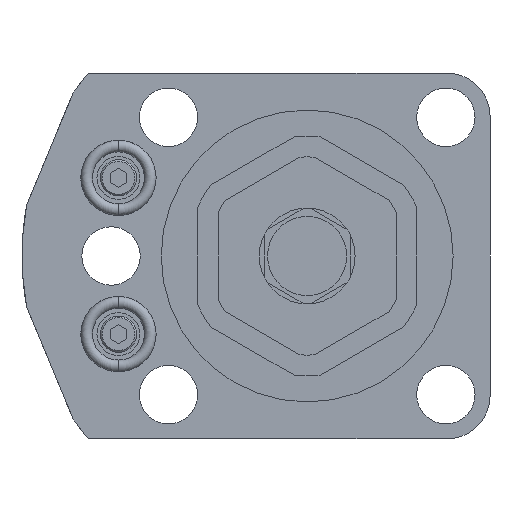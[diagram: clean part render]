
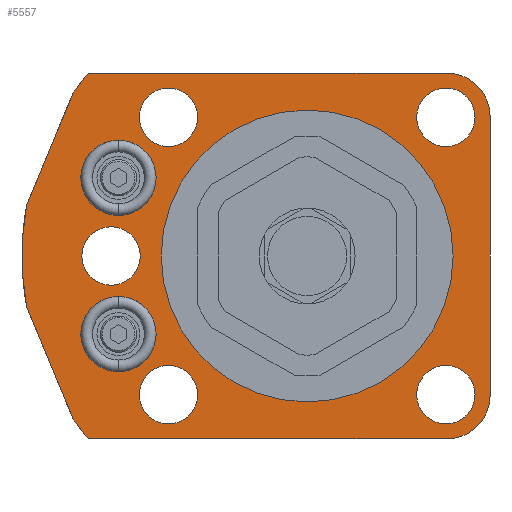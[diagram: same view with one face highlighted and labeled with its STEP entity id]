
A CAD part, front view. The second image highlights one B-rep face of the part: STEP entity #5557.
In plain terms, the highlighted planar face has unit normal (0, -1, 0).
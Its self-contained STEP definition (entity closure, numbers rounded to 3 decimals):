
#843=CARTESIAN_POINT('',(0.,0.,0.));
#844=DIRECTION('',(0.,-1.,0.));
#845=DIRECTION('',(-0.821,0.,-0.571));
#846=AXIS2_PLACEMENT_3D('',#843,#844,#845);
#861=CARTESIAN_POINT('',(0.,0.,0.));
#862=DIRECTION('',(0.,-1.,0.));
#863=DIRECTION('',(-0.767,0.,0.641));
#864=AXIS2_PLACEMENT_3D('',#861,#862,#863);
#899=CARTESIAN_POINT('',(0.,0.,0.));
#900=DIRECTION('',(0.,-1.,0.));
#901=DIRECTION('',(-0.984,0.,0.177));
#902=AXIS2_PLACEMENT_3D('',#899,#900,#901);
#1180=CARTESIAN_POINT('',(0.,0.,0.));
#1181=DIRECTION('',(0.,-1.,0.));
#1182=DIRECTION('',(1.,0.,0.));
#1183=AXIS2_PLACEMENT_3D('',#1180,#1181,#1182);
#1188=CARTESIAN_POINT('',(0.,0.,0.));
#1189=DIRECTION('',(0.,1.,0.));
#1190=DIRECTION('',(1.,0.,0.));
#1191=AXIS2_PLACEMENT_3D('',#1188,#1189,#1190);
#1196=CARTESIAN_POINT('',(21.209,0.,-21.209));
#1197=DIRECTION('',(0.,-1.,0.));
#1198=DIRECTION('',(0.,0.,-1.));
#1199=AXIS2_PLACEMENT_3D('',#1196,#1197,#1198);
#1204=DIRECTION('',(-1.,0.,0.));
#1205=VECTOR('',#1204,54.345);
#1206=CARTESIAN_POINT('',(21.209,0.,-27.686));
#1207=LINE('',#1206,#1205);
#1211=DIRECTION('',(0.383,0.,-0.924));
#1212=VECTOR('',#1211,18.396);
#1213=CARTESIAN_POINT('',(-42.497,0.,-7.647));
#1214=LINE('',#1213,#1212);
#1218=DIRECTION('',(0.383,0.,0.924));
#1219=VECTOR('',#1218,18.396);
#1220=CARTESIAN_POINT('',(-42.497,0.,7.647));
#1221=LINE('',#1220,#1219);
#1225=DIRECTION('',(1.,0.,0.));
#1226=VECTOR('',#1225,54.345);
#1227=CARTESIAN_POINT('',(-33.136,0.,27.686));
#1228=LINE('',#1227,#1226);
#1232=CARTESIAN_POINT('',(21.209,0.,21.209));
#1233=DIRECTION('',(0.,-1.,0.));
#1234=DIRECTION('',(1.,0.,0.));
#1235=AXIS2_PLACEMENT_3D('',#1232,#1233,#1234);
#1240=DIRECTION('',(0.,0.,1.));
#1241=VECTOR('',#1240,42.418);
#1242=CARTESIAN_POINT('',(27.686,0.,-21.209));
#1243=LINE('',#1242,#1241);
#1247=CARTESIAN_POINT('',(21.006,0.,21.006));
#1248=DIRECTION('',(0.,-1.,0.));
#1249=DIRECTION('',(1.,0.,0.));
#1250=AXIS2_PLACEMENT_3D('',#1247,#1248,#1249);
#1255=CARTESIAN_POINT('',(21.006,0.,21.006));
#1256=DIRECTION('',(0.,-1.,0.));
#1257=DIRECTION('',(-1.,0.,0.));
#1258=AXIS2_PLACEMENT_3D('',#1255,#1256,#1257);
#1263=CARTESIAN_POINT('',(21.006,0.,-21.006));
#1264=DIRECTION('',(0.,-1.,0.));
#1265=DIRECTION('',(1.,0.,0.));
#1266=AXIS2_PLACEMENT_3D('',#1263,#1264,#1265);
#1271=CARTESIAN_POINT('',(21.006,0.,-21.006));
#1272=DIRECTION('',(0.,-1.,0.));
#1273=DIRECTION('',(-1.,0.,0.));
#1274=AXIS2_PLACEMENT_3D('',#1271,#1272,#1273);
#1279=CARTESIAN_POINT('',(-29.693,0.,0.));
#1280=DIRECTION('',(0.,-1.,0.));
#1281=DIRECTION('',(1.,0.,0.));
#1282=AXIS2_PLACEMENT_3D('',#1279,#1280,#1281);
#1287=CARTESIAN_POINT('',(-29.693,0.,0.));
#1288=DIRECTION('',(0.,-1.,0.));
#1289=DIRECTION('',(-1.,0.,0.));
#1290=AXIS2_PLACEMENT_3D('',#1287,#1288,#1289);
#1295=CARTESIAN_POINT('',(-21.006,0.,21.006));
#1296=DIRECTION('',(0.,-1.,0.));
#1297=DIRECTION('',(1.,0.,0.));
#1298=AXIS2_PLACEMENT_3D('',#1295,#1296,#1297);
#1303=CARTESIAN_POINT('',(-21.006,0.,21.006));
#1304=DIRECTION('',(0.,-1.,0.));
#1305=DIRECTION('',(-1.,0.,0.));
#1306=AXIS2_PLACEMENT_3D('',#1303,#1304,#1305);
#1311=CARTESIAN_POINT('',(-21.006,0.,-21.006));
#1312=DIRECTION('',(0.,-1.,0.));
#1313=DIRECTION('',(1.,0.,0.));
#1314=AXIS2_PLACEMENT_3D('',#1311,#1312,#1313);
#1319=CARTESIAN_POINT('',(-21.006,0.,-21.006));
#1320=DIRECTION('',(0.,-1.,0.));
#1321=DIRECTION('',(-1.,0.,0.));
#1322=AXIS2_PLACEMENT_3D('',#1319,#1320,#1321);
#1327=CARTESIAN_POINT('',(-28.575,0.,-11.836));
#1328=DIRECTION('',(0.,1.,0.));
#1329=DIRECTION('',(-1.,0.,0.));
#1330=AXIS2_PLACEMENT_3D('',#1327,#1328,#1329);
#1335=CARTESIAN_POINT('',(-28.575,0.,-11.836));
#1336=DIRECTION('',(0.,1.,0.));
#1337=DIRECTION('',(1.,0.,0.));
#1338=AXIS2_PLACEMENT_3D('',#1335,#1336,#1337);
#1343=CARTESIAN_POINT('',(-28.575,0.,11.837));
#1344=DIRECTION('',(0.,1.,0.));
#1345=DIRECTION('',(-1.,0.,0.));
#1346=AXIS2_PLACEMENT_3D('',#1343,#1344,#1345);
#1351=CARTESIAN_POINT('',(-28.575,0.,11.837));
#1352=DIRECTION('',(0.,1.,0.));
#1353=DIRECTION('',(1.,0.,0.));
#1354=AXIS2_PLACEMENT_3D('',#1351,#1352,#1353);
#4079=CARTESIAN_POINT('',(22.098,0.,0.));
#4081=VERTEX_POINT('',#4079);
#4083=CARTESIAN_POINT('',(-22.098,0.,0.));
#4085=VERTEX_POINT('',#4083);
#4086=CARTESIAN_POINT('',(-42.497,0.,-7.647));
#4087=CARTESIAN_POINT('',(-35.458,0.,-24.643));
#4088=VERTEX_POINT('',#4086);
#4089=VERTEX_POINT('',#4087);
#4090=CARTESIAN_POINT('',(-42.497,0.,7.647));
#4091=CARTESIAN_POINT('',(-35.458,0.,24.643));
#4092=VERTEX_POINT('',#4090);
#4093=VERTEX_POINT('',#4091);
#4094=CARTESIAN_POINT('',(-33.136,0.,27.686));
#4095=VERTEX_POINT('',#4094);
#4096=CARTESIAN_POINT('',(-33.136,0.,-27.686));
#4097=VERTEX_POINT('',#4096);
#4098=CARTESIAN_POINT('',(25.426,0.,21.006));
#4099=CARTESIAN_POINT('',(16.587,0.,21.006));
#4100=VERTEX_POINT('',#4098);
#4101=VERTEX_POINT('',#4099);
#4226=CARTESIAN_POINT('',(-34.278,0.,-11.836));
#4227=CARTESIAN_POINT('',(-22.873,0.,-11.836));
#4228=VERTEX_POINT('',#4226);
#4229=VERTEX_POINT('',#4227);
#4242=CARTESIAN_POINT('',(-34.278,0.,11.837));
#4243=CARTESIAN_POINT('',(-22.873,0.,11.837));
#4244=VERTEX_POINT('',#4242);
#4245=VERTEX_POINT('',#4243);
#4270=CARTESIAN_POINT('',(25.425,0.,-21.006));
#4271=CARTESIAN_POINT('',(16.586,0.,-21.006));
#4272=VERTEX_POINT('',#4270);
#4273=VERTEX_POINT('',#4271);
#4274=CARTESIAN_POINT('',(-25.273,0.,0.));
#4275=CARTESIAN_POINT('',(-34.112,0.,0.));
#4276=VERTEX_POINT('',#4274);
#4277=VERTEX_POINT('',#4275);
#4298=CARTESIAN_POINT('',(21.209,0.,-27.686));
#4299=CARTESIAN_POINT('',(27.686,0.,-21.209));
#4300=VERTEX_POINT('',#4298);
#4301=VERTEX_POINT('',#4299);
#4302=CARTESIAN_POINT('',(27.686,0.,21.209));
#4303=CARTESIAN_POINT('',(21.209,0.,27.686));
#4304=VERTEX_POINT('',#4302);
#4305=VERTEX_POINT('',#4303);
#4306=CARTESIAN_POINT('',(-16.586,0.,21.006));
#4307=CARTESIAN_POINT('',(-25.425,0.,21.006));
#4308=VERTEX_POINT('',#4306);
#4309=VERTEX_POINT('',#4307);
#4310=CARTESIAN_POINT('',(-16.587,0.,-21.006));
#4311=CARTESIAN_POINT('',(-25.426,0.,-21.006));
#4312=VERTEX_POINT('',#4310);
#4313=VERTEX_POINT('',#4311);
#5486=CARTESIAN_POINT('',(0.,0.,0.));
#5487=DIRECTION('',(0.,-1.,0.));
#5488=DIRECTION('',(-1.,0.,0.));
#5489=AXIS2_PLACEMENT_3D('',#5486,#5487,#5488);
#5490=PLANE('',#5489);
#5492=ORIENTED_EDGE('',*,*,#5491,.F.);
#5494=ORIENTED_EDGE('',*,*,#5493,.T.);
#5495=ORIENTED_EDGE('',*,*,#5210,.F.);
#5496=ORIENTED_EDGE('',*,*,#5311,.F.);
#5497=ORIENTED_EDGE('',*,*,#5259,.F.);
#5499=ORIENTED_EDGE('',*,*,#5498,.T.);
#5500=ORIENTED_EDGE('',*,*,#5235,.F.);
#5502=ORIENTED_EDGE('',*,*,#5501,.T.);
#5504=ORIENTED_EDGE('',*,*,#5503,.F.);
#5506=ORIENTED_EDGE('',*,*,#5505,.F.);
#5507=EDGE_LOOP('',(#5492,#5494,#5495,#5496,#5497,#5499,#5500,#5502,#5504,
#5506));
#5508=FACE_OUTER_BOUND('',#5507,.F.);
#5510=ORIENTED_EDGE('',*,*,#5509,.T.);
#5512=ORIENTED_EDGE('',*,*,#5511,.F.);
#5513=EDGE_LOOP('',(#5510,#5512));
#5514=FACE_BOUND('',#5513,.F.);
#5516=ORIENTED_EDGE('',*,*,#5515,.T.);
#5518=ORIENTED_EDGE('',*,*,#5517,.T.);
#5519=EDGE_LOOP('',(#5516,#5518));
#5520=FACE_BOUND('',#5519,.F.);
#5522=ORIENTED_EDGE('',*,*,#5521,.T.);
#5524=ORIENTED_EDGE('',*,*,#5523,.T.);
#5525=EDGE_LOOP('',(#5522,#5524));
#5526=FACE_BOUND('',#5525,.F.);
#5528=ORIENTED_EDGE('',*,*,#5527,.T.);
#5530=ORIENTED_EDGE('',*,*,#5529,.T.);
#5531=EDGE_LOOP('',(#5528,#5530));
#5532=FACE_BOUND('',#5531,.F.);
#5534=ORIENTED_EDGE('',*,*,#5533,.T.);
#5536=ORIENTED_EDGE('',*,*,#5535,.T.);
#5537=EDGE_LOOP('',(#5534,#5536));
#5538=FACE_BOUND('',#5537,.F.);
#5540=ORIENTED_EDGE('',*,*,#5539,.T.);
#5542=ORIENTED_EDGE('',*,*,#5541,.T.);
#5543=EDGE_LOOP('',(#5540,#5542));
#5544=FACE_BOUND('',#5543,.F.);
#5546=ORIENTED_EDGE('',*,*,#5545,.F.);
#5548=ORIENTED_EDGE('',*,*,#5547,.F.);
#5549=EDGE_LOOP('',(#5546,#5548));
#5550=FACE_BOUND('',#5549,.F.);
#5552=ORIENTED_EDGE('',*,*,#5551,.F.);
#5554=ORIENTED_EDGE('',*,*,#5553,.F.);
#5555=EDGE_LOOP('',(#5552,#5554));
#5556=FACE_BOUND('',#5555,.F.);
#847=CIRCLE('',#846,43.18);
#865=CIRCLE('',#864,43.18);
#903=CIRCLE('',#902,43.18);
#1184=CIRCLE('',#1183,22.098);
#1192=CIRCLE('',#1191,22.098);
#1200=CIRCLE('',#1199,6.477);
#1236=CIRCLE('',#1235,6.477);
#1251=CIRCLE('',#1250,4.42);
#1259=CIRCLE('',#1258,4.42);
#1267=CIRCLE('',#1266,4.42);
#1275=CIRCLE('',#1274,4.42);
#1283=CIRCLE('',#1282,4.42);
#1291=CIRCLE('',#1290,4.42);
#1299=CIRCLE('',#1298,4.42);
#1307=CIRCLE('',#1306,4.42);
#1315=CIRCLE('',#1314,4.42);
#1323=CIRCLE('',#1322,4.42);
#1331=CIRCLE('',#1330,5.703);
#1339=CIRCLE('',#1338,5.703);
#1347=CIRCLE('',#1346,5.703);
#1355=CIRCLE('',#1354,5.703);
#5210=EDGE_CURVE('',#4089,#4097,#847,.T.);
#5235=EDGE_CURVE('',#4095,#4093,#865,.T.);
#5259=EDGE_CURVE('',#4092,#4088,#903,.T.);
#5311=EDGE_CURVE('',#4088,#4089,#1214,.T.);
#5491=EDGE_CURVE('',#4300,#4301,#1200,.T.);
#5493=EDGE_CURVE('',#4300,#4097,#1207,.T.);
#5498=EDGE_CURVE('',#4092,#4093,#1221,.T.);
#5501=EDGE_CURVE('',#4095,#4305,#1228,.T.);
#5503=EDGE_CURVE('',#4304,#4305,#1236,.T.);
#5505=EDGE_CURVE('',#4301,#4304,#1243,.T.);
#5509=EDGE_CURVE('',#4081,#4085,#1184,.T.);
#5511=EDGE_CURVE('',#4081,#4085,#1192,.T.);
#5515=EDGE_CURVE('',#4100,#4101,#1251,.T.);
#5517=EDGE_CURVE('',#4101,#4100,#1259,.T.);
#5521=EDGE_CURVE('',#4272,#4273,#1267,.T.);
#5523=EDGE_CURVE('',#4273,#4272,#1275,.T.);
#5527=EDGE_CURVE('',#4276,#4277,#1283,.T.);
#5529=EDGE_CURVE('',#4277,#4276,#1291,.T.);
#5533=EDGE_CURVE('',#4308,#4309,#1299,.T.);
#5535=EDGE_CURVE('',#4309,#4308,#1307,.T.);
#5539=EDGE_CURVE('',#4312,#4313,#1315,.T.);
#5541=EDGE_CURVE('',#4313,#4312,#1323,.T.);
#5545=EDGE_CURVE('',#4228,#4229,#1331,.T.);
#5547=EDGE_CURVE('',#4229,#4228,#1339,.T.);
#5551=EDGE_CURVE('',#4244,#4245,#1347,.T.);
#5553=EDGE_CURVE('',#4245,#4244,#1355,.T.);
#5557=ADVANCED_FACE('',(#5508,#5514,#5520,#5526,#5532,#5538,#5544,#5550,#5556),
#5490,.T.);
